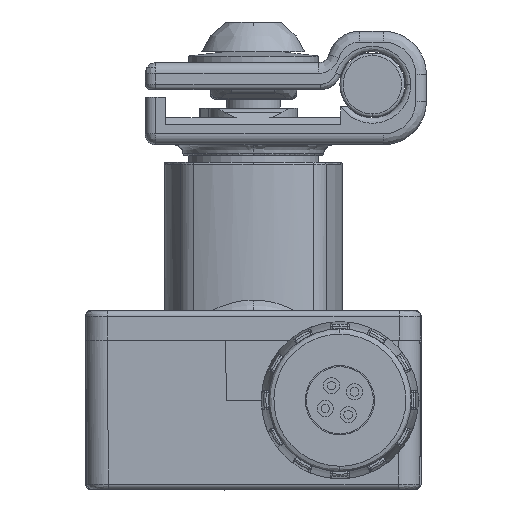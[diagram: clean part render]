
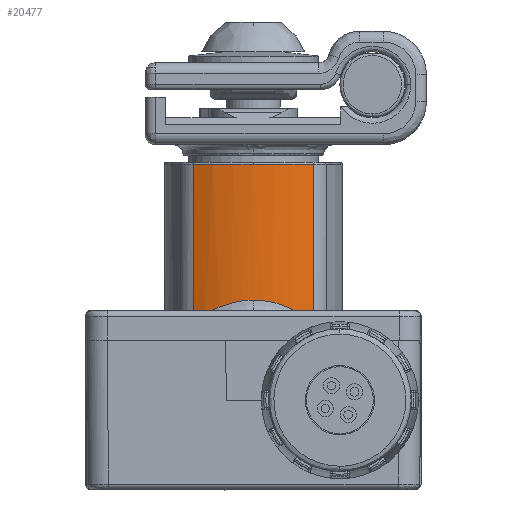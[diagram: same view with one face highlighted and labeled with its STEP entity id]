
A CAD part, front view. The second image highlights one B-rep face of the part: STEP entity #20477.
In plain terms, the highlighted cylindrical face has radius 13 mm (diameter 26 mm), a partial arc.
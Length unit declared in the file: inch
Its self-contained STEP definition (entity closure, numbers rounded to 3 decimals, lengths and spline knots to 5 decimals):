
#36 = CARTESIAN_POINT ( 'NONE',  ( 0.31769, 0.66278, 0.15335 ) ) ;
#1279 = CARTESIAN_POINT ( 'NONE',  ( 0.5532, 0.66381, 0.15161 ) ) ;
#1716 = CARTESIAN_POINT ( 'NONE',  ( 0.65124, 0.69844, 0.47595 ) ) ;
#1756 = CARTESIAN_POINT ( 'NONE',  ( 0.6173, 0.68351, 0.11727 ) ) ;
#2236 = CARTESIAN_POINT ( 'NONE',  ( 0.54254, 0.66145, 0.15559 ) ) ;
#3057 = ORIENTED_EDGE ( 'NONE', *, *, #23856, .T. ) ;
#3110 = ORIENTED_EDGE ( 'NONE', *, *, #6339, .T. ) ;
#3230 = CARTESIAN_POINT ( 'NONE',  ( 0.26644, 0.67749, 0.12791 ) ) ;
#4196 = B_SPLINE_CURVE_WITH_KNOTS ( 'NONE', 3,
 ( #24023, #38932, #10094, #33249, #40126, #14693, #25680, #29554, #3230, #17879, #7117, #40841, #25918, #47474, #36, #48183, #28626, #13994, #37176, #24977 ),
 .UNSPECIFIED., .F., .F.,
 ( 4, 2, 1, 1, 2, 2, 2, 1, 1, 2, 2, 4 ),
 ( 0., 0.125, 0.1875, 0.21875, 0.23438, 0.25, 0.375, 0.4375, 0.46875, 0.48438, 0.5, 1. ),
 .UNSPECIFIED. ) ;
#4932 = CARTESIAN_POINT ( 'NONE',  ( 0.59744, 0.67672, 0.12929 ) ) ;
#5210 = CARTESIAN_POINT ( 'NONE',  ( 0.43307, 1.16142, -0.51378 ) ) ;
#5414 = CARTESIAN_POINT ( 'NONE',  ( 0.4706, 0.65065, 0.17353 ) ) ;
#5416 = EDGE_CURVE ( 'NONE', #16892, #42204, #4196, .T. ) ;
#5653 = CARTESIAN_POINT ( 'NONE',  ( 0.52116, 0.65722, 0.16267 ) ) ;
#6180 = AXIS2_PLACEMENT_3D ( 'NONE', #5210, #12297, #45778 ) ;
#6339 = EDGE_CURVE ( 'NONE', #22511, #42357, #10693, .T. ) ;
#6793 = DIRECTION ( 'NONE',  ( -1., 0., 0. ) ) ;
#7117 = CARTESIAN_POINT ( 'NONE',  ( 0.28532, 0.6713, 0.13878 ) ) ;
#9928 = CARTESIAN_POINT ( 'NONE',  ( 0.65124, 0.69843, 0.66929 ) ) ;
#10094 = CARTESIAN_POINT ( 'NONE',  ( 0.23158, 0.69084, 0.10372 ) ) ;
#10098 = ORIENTED_EDGE ( 'NONE', *, *, #27047, .T. ) ;
#10693 = CIRCLE ( 'NONE', #23169, 0.51181 ) ;
#12297 = DIRECTION ( 'NONE',  ( 0., 0., -1. ) ) ;
#12503 = CARTESIAN_POINT ( 'NONE',  ( 0.63485, 0.69071, 0.10417 ) ) ;
#12745 = CARTESIAN_POINT ( 'NONE',  ( 0.59419, 0.67563, 0.13121 ) ) ;
#13237 = EDGE_CURVE ( 'NONE', #45825, #16892, #41421, .T. ) ;
#13464 = CARTESIAN_POINT ( 'NONE',  ( 0.5075, 0.65496, 0.16643 ) ) ;
#13692 = CARTESIAN_POINT ( 'NONE',  ( 0.2149, 0.69843, 0.08927 ) ) ;
#13994 = CARTESIAN_POINT ( 'NONE',  ( 0.35826, 0.65377, 0.16851 ) ) ;
#14470 = VECTOR ( 'NONE', #19903, 39.37008 ) ;
#14693 = CARTESIAN_POINT ( 'NONE',  ( 0.25942, 0.67996, 0.12353 ) ) ;
#16165 = CARTESIAN_POINT ( 'NONE',  ( 0.43307, 0.64961, 0.1752 ) ) ;
#16892 = VERTEX_POINT ( 'NONE', #13692 ) ;
#17101 = DIRECTION ( 'NONE',  ( -1., 0., 0. ) ) ;
#17879 = CARTESIAN_POINT ( 'NONE',  ( 0.27634, 0.67411, 0.1339 ) ) ;
#19903 = DIRECTION ( 'NONE',  ( 0., 0., -1. ) ) ;
#20306 = CARTESIAN_POINT ( 'NONE',  ( 0.45189, 0.64961, 0.1752 ) ) ;
#20477 = ADVANCED_FACE ( 'NONE', ( #36564 ), #23516, .T. ) ;
#20551 = CARTESIAN_POINT ( 'NONE',  ( 0.54148, 0.66122, 0.15598 ) ) ;
#22511 = VERTEX_POINT ( 'NONE', #9928 ) ;
#23004 = CIRCLE ( 'NONE', #36272, 0.51181 ) ;
#23169 = AXIS2_PLACEMENT_3D ( 'NONE', #36361, #47845, #6793 ) ;
#23516 = CYLINDRICAL_SURFACE ( 'NONE', #6180, 0.51181 ) ;
#23729 = CARTESIAN_POINT ( 'NONE',  ( 0.59086, 0.67453, 0.13314 ) ) ;
#23856 = EDGE_CURVE ( 'NONE', #42204, #32720, #45138, .T. ) ;
#24023 = CARTESIAN_POINT ( 'NONE',  ( 0.2149, 0.69843, 0.08927 ) ) ;
#24423 = CARTESIAN_POINT ( 'NONE',  ( 0.43307, 1.16142, 0.66929 ) ) ;
#24446 = CARTESIAN_POINT ( 'NONE',  ( 0.57625, 0.67002, 0.14099 ) ) ;
#24759 = ORIENTED_EDGE ( 'NONE', *, *, #42608, .T. ) ;
#24977 = CARTESIAN_POINT ( 'NONE',  ( 0.43307, 0.64961, 0.1752 ) ) ;
#25680 = CARTESIAN_POINT ( 'NONE',  ( 0.26288, 0.67873, 0.12572 ) ) ;
#25918 = CARTESIAN_POINT ( 'NONE',  ( 0.30597, 0.6656, 0.14857 ) ) ;
#27047 = EDGE_CURVE ( 'NONE', #32720, #22511, #32636, .T. ) ;
#27838 = DIRECTION ( 'NONE',  ( 0., 0., -1. ) ) ;
#28626 = CARTESIAN_POINT ( 'NONE',  ( 0.3213, 0.66196, 0.15473 ) ) ;
#29554 = CARTESIAN_POINT ( 'NONE',  ( 0.2652, 0.67792, 0.12716 ) ) ;
#30451 = CARTESIAN_POINT ( 'NONE',  ( 0.65124, 0.69844, 0.08927 ) ) ;
#30628 = CARTESIAN_POINT ( 'NONE',  ( 0.2149, 0.69843, -0.51378 ) ) ;
#31012 = CARTESIAN_POINT ( 'NONE',  ( 0.43307, 0.64961, 0.66929 ) ) ;
#31037 = CARTESIAN_POINT ( 'NONE',  ( 0.5964, 0.67637, 0.1299 ) ) ;
#31277 = CARTESIAN_POINT ( 'NONE',  ( 0.65124, 0.69844, 0.08927 ) ) ;
#31523 = CARTESIAN_POINT ( 'NONE',  ( 0.52797, 0.65844, 0.16063 ) ) ;
#32004 = CARTESIAN_POINT ( 'NONE',  ( 0.58304, 0.67203, 0.1375 ) ) ;
#32636 = B_SPLINE_CURVE_WITH_KNOTS ( 'NONE', 3,
 ( #47152, #43480, #1716, #42992 ),
 .UNSPECIFIED., .F., .F.,
 ( 4, 4 ),
 ( 0., 1. ),
 .UNSPECIFIED. ) ;
#32720 = VERTEX_POINT ( 'NONE', #30451 ) ;
#33249 = CARTESIAN_POINT ( 'NONE',  ( 0.24474, 0.68549, 0.11355 ) ) ;
#34961 = CARTESIAN_POINT ( 'NONE',  ( 0.53587, 0.66003, 0.15798 ) ) ;
#35699 = CARTESIAN_POINT ( 'NONE',  ( 0.53924, 0.66074, 0.15679 ) ) ;
#36272 = AXIS2_PLACEMENT_3D ( 'NONE', #24423, #27838, #17101 ) ;
#36361 = CARTESIAN_POINT ( 'NONE',  ( 0.43307, 1.16142, 0.66929 ) ) ;
#36564 = FACE_OUTER_BOUND ( 'NONE', #42870, .T. ) ;
#37176 = CARTESIAN_POINT ( 'NONE',  ( 0.39542, 0.64961, 0.1752 ) ) ;
#38526 = CARTESIAN_POINT ( 'NONE',  ( 0.2149, 0.69843, 0.66929 ) ) ;
#38932 = CARTESIAN_POINT ( 'NONE',  ( 0.22309, 0.69457, 0.09672 ) ) ;
#39039 = ORIENTED_EDGE ( 'NONE', *, *, #5416, .T. ) ;
#39118 = CARTESIAN_POINT ( 'NONE',  ( 0.56252, 0.66616, 0.14763 ) ) ;
#40126 = CARTESIAN_POINT ( 'NONE',  ( 0.25142, 0.68288, 0.11829 ) ) ;
#40346 = CARTESIAN_POINT ( 'NONE',  ( 0.43307, 0.64961, 0.1752 ) ) ;
#40841 = CARTESIAN_POINT ( 'NONE',  ( 0.29904, 0.66744, 0.14542 ) ) ;
#41421 = LINE ( 'NONE', #30628, #14470 ) ;
#42204 = VERTEX_POINT ( 'NONE', #40346 ) ;
#42312 = CARTESIAN_POINT ( 'NONE',  ( 0.49831, 0.6537, 0.16851 ) ) ;
#42357 = VERTEX_POINT ( 'NONE', #31012 ) ;
#42373 = ORIENTED_EDGE ( 'NONE', *, *, #13237, .T. ) ;
#42608 = EDGE_CURVE ( 'NONE', #42357, #45825, #23004, .T. ) ;
#42870 = EDGE_LOOP ( 'NONE', ( #10098, #3110, #24759, #42373, #39039, #3057 ) ) ;
#42992 = CARTESIAN_POINT ( 'NONE',  ( 0.65124, 0.69843, 0.66929 ) ) ;
#43480 = CARTESIAN_POINT ( 'NONE',  ( 0.65124, 0.69844, 0.28261 ) ) ;
#45138 = B_SPLINE_CURVE_WITH_KNOTS ( 'NONE', 3,
 ( #16165, #20306, #5414, #42312, #13464, #5653, #31523, #34961, #35699, #20551, #2236, #1279, #39118, #24446, #32004, #23729, #12745, #31037, #4932, #1756, #12503, #31277 ),
 .UNSPECIFIED., .F., .F.,
 ( 4, 2, 2, 1, 1, 2, 2, 2, 1, 1, 2, 2, 4 ),
 ( 0., 0.25, 0.375, 0.4375, 0.46875, 0.48437, 0.5, 0.625, 0.6875, 0.71875, 0.73437, 0.75, 1. ),
 .UNSPECIFIED. ) ;
#45778 = DIRECTION ( 'NONE',  ( -1., 0., 0. ) ) ;
#45825 = VERTEX_POINT ( 'NONE', #38526 ) ;
#47152 = CARTESIAN_POINT ( 'NONE',  ( 0.65124, 0.69844, 0.08927 ) ) ;
#47474 = CARTESIAN_POINT ( 'NONE',  ( 0.31416, 0.6636, 0.15196 ) ) ;
#47845 = DIRECTION ( 'NONE',  ( 0., 0., -1. ) ) ;
#48183 = CARTESIAN_POINT ( 'NONE',  ( 0.32005, 0.66224, 0.15426 ) ) ;
